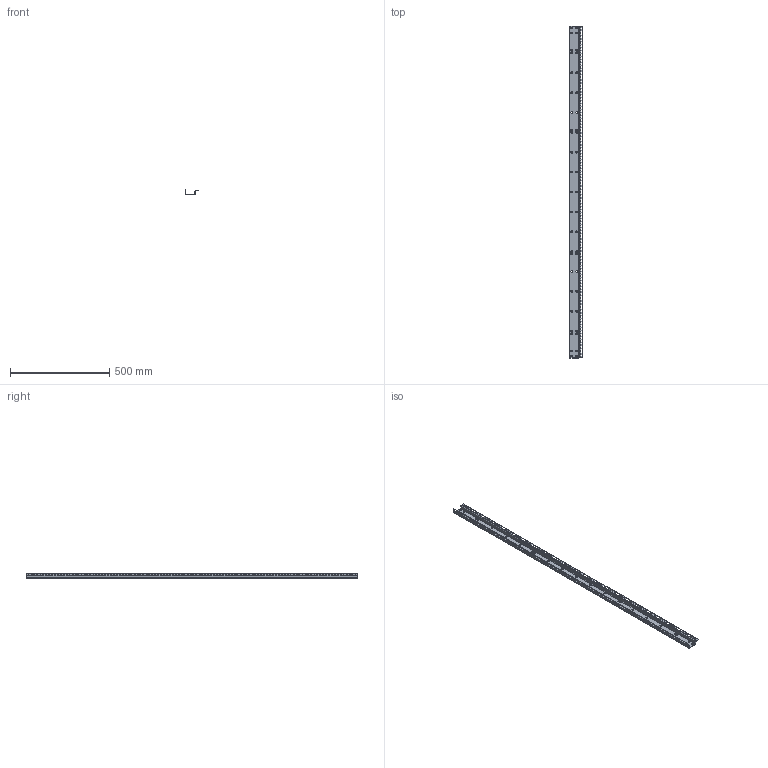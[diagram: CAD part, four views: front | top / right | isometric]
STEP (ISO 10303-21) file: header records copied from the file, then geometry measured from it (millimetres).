
FILE_DESCRIPTION (( 'STEP AP214' ), '1' );
FILE_NAME ('992.038.STEP', '2024-10-04T07:11:54', ( '' ), ( '' ), 'SwSTEP 2.0', 'SolidWorks 2021', '' );
FILE_SCHEMA (( 'AUTOMOTIVE_DESIGN' ));
Length unit declared in the file: millimetre
Products named in the file (1): 992.038
Bounding box: 70 x 1670 x 25 mm (x, y, z)
Volume: 312185.6 mm3; surface area: 338774.9 mm2
Topology: 1 solids, 1 shells, 1018 faces, 3024 edges, 2008 vertices
Faces by surface type: plane 920, cylinder 98
Entity records: 34646 total; most frequent: CARTESIAN_POINT 6051, ORIENTED_EDGE 6048, DIRECTION 5258, EDGE_CURVE 3024, LINE 2828, VECTOR 2828, VERTEX_POINT 2008, EDGE_LOOP 1558
